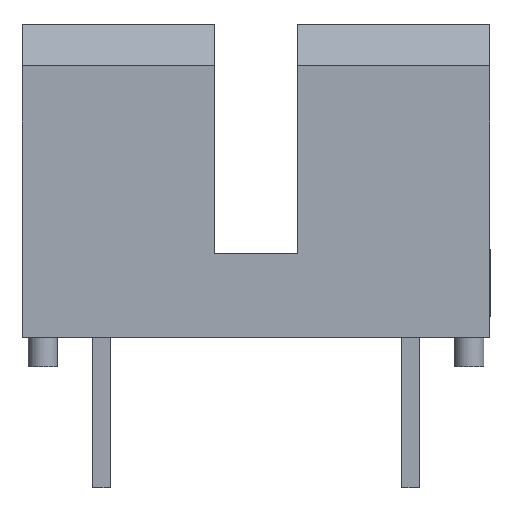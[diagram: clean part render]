
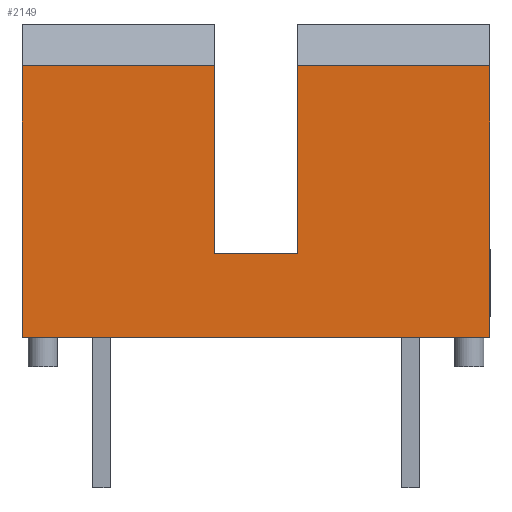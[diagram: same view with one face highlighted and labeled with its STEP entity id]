
A CAD part, front view. The second image highlights one B-rep face of the part: STEP entity #2149.
In plain terms, the highlighted free-form (B-spline) face has degree [1, 1] with [2, 2] control points.
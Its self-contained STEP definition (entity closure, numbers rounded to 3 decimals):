
#1253=CARTESIAN_POINT('',(1.,-2.55,2.0));
#1254=VERTEX_POINT('',#1253);
#1261=CARTESIAN_POINT('',(1.,-2.55,6.5));
#1262=VERTEX_POINT('',#1261);
#1263=CARTESIAN_POINT('',(1.,-2.55,6.5));
#1264=DIRECTION('',(0.0,0.0,-1.0));
#1265=VECTOR('',#1264,4.5);
#1266=LINE('',#1263,#1265);
#1267=EDGE_CURVE('',#1262,#1254,#1266,.T.);
#1908=CARTESIAN_POINT('',(-5.6,-2.55,6.5));
#1909=VERTEX_POINT('',#1908);
#1916=CARTESIAN_POINT('',(-1.,-2.55,6.5));
#1917=VERTEX_POINT('',#1916);
#1918=CARTESIAN_POINT('',(-5.6,-2.55,6.5));
#1919=DIRECTION('',(1.0,0.0,0.0));
#1920=VECTOR('',#1919,4.6);
#1921=LINE('',#1918,#1920);
#1922=EDGE_CURVE('',#1909,#1917,#1921,.T.);
#1942=CARTESIAN_POINT('',(-1.,-2.55,2.0));
#1943=VERTEX_POINT('',#1942);
#1944=CARTESIAN_POINT('',(-1.,-2.55,6.5));
#1945=DIRECTION('',(0.0,0.0,-1.0));
#1946=VECTOR('',#1945,4.5);
#1947=LINE('',#1944,#1946);
#1948=EDGE_CURVE('',#1917,#1943,#1947,.T.);
#1976=CARTESIAN_POINT('',(1.,-2.55,2.0));
#1977=DIRECTION('',(-1.0,0.0,0.0));
#1978=VECTOR('',#1977,2.0);
#1979=LINE('',#1976,#1978);
#1980=EDGE_CURVE('',#1254,#1943,#1979,.T.);
#2003=CARTESIAN_POINT('',(-5.6,-2.55,0.0));
#2004=VERTEX_POINT('',#2003);
#2019=CARTESIAN_POINT('',(5.6,-2.55,0.0));
#2020=VERTEX_POINT('',#2019);
#2027=CARTESIAN_POINT('',(-5.6,-2.55,0.0));
#2028=DIRECTION('',(1.0,0.0,0.0));
#2029=VECTOR('',#2028,11.2);
#2030=LINE('',#2027,#2029);
#2031=EDGE_CURVE('',#2004,#2020,#2030,.T.);
#2041=CARTESIAN_POINT('',(-5.6,-2.55,6.5));
#2042=DIRECTION('',(0.0,0.0,-1.0));
#2043=VECTOR('',#2042,6.5);
#2044=LINE('',#2041,#2043);
#2045=EDGE_CURVE('',#1909,#2004,#2044,.T.);
#2072=CARTESIAN_POINT('',(5.6,-2.55,6.5));
#2073=VERTEX_POINT('',#2072);
#2074=CARTESIAN_POINT('',(1.,-2.55,6.5));
#2075=DIRECTION('',(1.0,0.0,0.0));
#2076=VECTOR('',#2075,4.6);
#2077=LINE('',#2074,#2076);
#2078=EDGE_CURVE('',#1262,#2073,#2077,.T.);
#2103=CARTESIAN_POINT('',(5.6,-2.55,6.5));
#2104=DIRECTION('',(0.0,0.0,-1.0));
#2105=VECTOR('',#2104,6.5);
#2106=LINE('',#2103,#2105);
#2107=EDGE_CURVE('',#2073,#2020,#2106,.T.);
#2134=CARTESIAN_POINT('',(-5.6,-2.55,0.0));
#2135=CARTESIAN_POINT('',(-5.6,-2.55,6.5));
#2136=CARTESIAN_POINT('',(5.6,-2.55,0.0));
#2137=CARTESIAN_POINT('',(5.6,-2.55,6.5));
#2138=B_SPLINE_SURFACE_WITH_KNOTS('',1,1,((#2134,#2136),(#2135,#2137)),.UNSPECIFIED.,.F.,.F.,.U.,(2,2),(2,2),(0.0,6.5),(0.0,11.2),.UNSPECIFIED.);
#2139=ORIENTED_EDGE('',*,*,#2078,.F.);
#2140=ORIENTED_EDGE('',*,*,#1267,.T.);
#2141=ORIENTED_EDGE('',*,*,#1980,.T.);
#2142=ORIENTED_EDGE('',*,*,#1948,.F.);
#2143=ORIENTED_EDGE('',*,*,#1922,.F.);
#2144=ORIENTED_EDGE('',*,*,#2045,.T.);
#2145=ORIENTED_EDGE('',*,*,#2031,.T.);
#2146=ORIENTED_EDGE('',*,*,#2107,.F.);
#2147=EDGE_LOOP('',(#2139,#2140,#2141,#2142,#2143,#2144,#2145,#2146));
#2148=FACE_OUTER_BOUND('',#2147,.T.);
#2149=ADVANCED_FACE('',(#2148),#2138,.F.);
